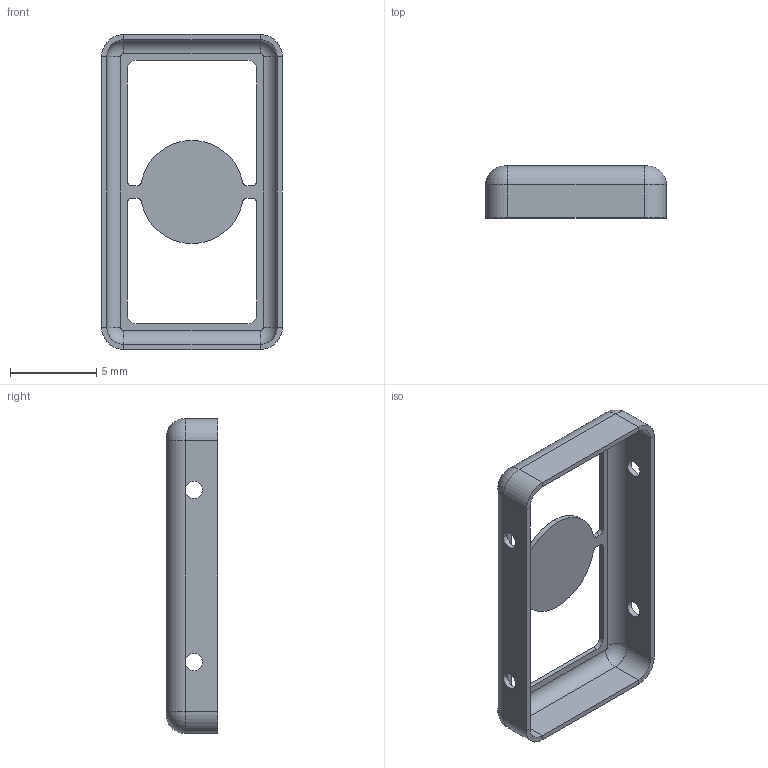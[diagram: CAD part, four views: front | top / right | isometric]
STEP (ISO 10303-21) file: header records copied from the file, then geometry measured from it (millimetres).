
FILE_DESCRIPTION (( 'STEP AP203' ), '1' );
FILE_NAME ('MS183-10F.step', '2020-10-13T09:47:48', ( '' ), ( '' ), 'SwSTEP 2.0', 'SolidWorks 2018', '' );
FILE_SCHEMA (( 'CONFIG_CONTROL_DESIGN' ));
Length unit declared in the file: millimetre
Products named in the file (1): MS183-10F
Bounding box: 10.5 x 3 x 18.3 mm (x, y, z)
Volume: 68 mm3; surface area: 492.8 mm2
Topology: 1 solids, 1 shells, 75 faces, 195 edges, 114 vertices
Faces by surface type: cylinder 39, plane 28, torus 8
Entity records: 2372 total; most frequent: DIRECTION 433, ORIENTED_EDGE 390, CARTESIAN_POINT 385, EDGE_CURVE 195, AXIS2_PLACEMENT_3D 162, VERTEX_POINT 114, VECTOR 109, LINE 109
